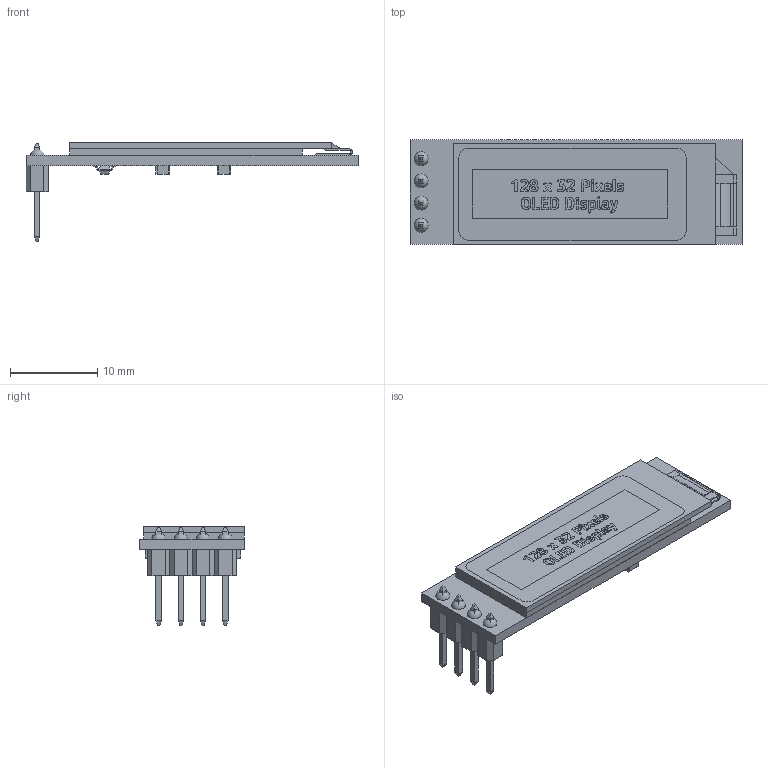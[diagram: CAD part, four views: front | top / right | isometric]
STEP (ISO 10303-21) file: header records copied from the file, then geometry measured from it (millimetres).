
FILE_DESCRIPTION(/* description */ ('FreeCAD Model'),/* implementation_level */ '2;1');
FILE_NAME(/* name */ 'OLED_0.91_128x32_I2C.step',/* time_stamp */ '2025-07-04T15:20:50+03:00',/* author */ (''),/* organization */ (''),/* preprocessor_version */ 'ST-DEVELOPER v20.1',/* originating_system */ 'Autodesk Translation Framework v14.10.0.0',/* authorisation */ '');
FILE_SCHEMA (('AUTOMOTIVE_DESIGN { 1 0 10303 214 3 1 1 }'));
Products named in the file (17): Unnamed1; Board_001; 1x4 Male Header_001; 0603 Capacitor_001; 0603 Capacitor_002; 0603 Capacitor_003; 0603 Capacitor_004; 0603 Capacitor_005; 0603 Capacitor_006; 0603 Capacitor_007; 0603 Capacitor_008; 0603 Resistor_001; 0603 Resistor_002; 0603 Resistor_003; 0603 Resistor_004; 0603 Resistor_005; Surface Mount Transistor_001
Assembly tree (16 placements, depth 2):
  Unnamed1
    Board_001
    1x4 Male Header_001
    0603 Capacitor_001
    0603 Capacitor_002
    0603 Capacitor_003
    0603 Capacitor_004
    0603 Capacitor_005
    0603 Capacitor_006
    0603 Capacitor_007
    0603 Capacitor_008
    0603 Resistor_001
    0603 Resistor_002
    0603 Resistor_003
    0603 Resistor_004
    0603 Resistor_005
    Surface Mount Transistor_001
Bounding box: 38 x 12 x 11.26 mm (x, y, z)
Volume: 1115.8 mm3; surface area: 3351.5 mm2
Topology: 94 solids, 94 shells, 2008 faces, 5430 edges, 3606 vertices
Faces by surface type: bspline 1264, plane 689, cylinder 51, sphere 4
Full cylindrical faces by diameter (mm): 0.9 x4
Entity records: 65237 total; most frequent: CARTESIAN_POINT 22645, ORIENTED_EDGE 10852, EDGE_CURVE 5426, DIRECTION 4546, VERTEX_POINT 3606, LINE 2788, VECTOR 2788, B_SPLINE_CURVE_WITH_KNOTS 2536
